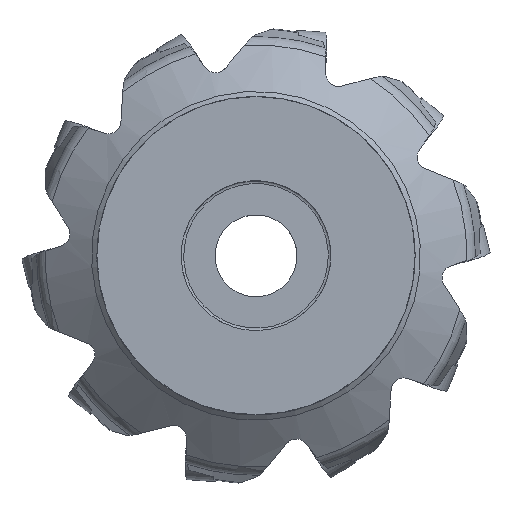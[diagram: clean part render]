
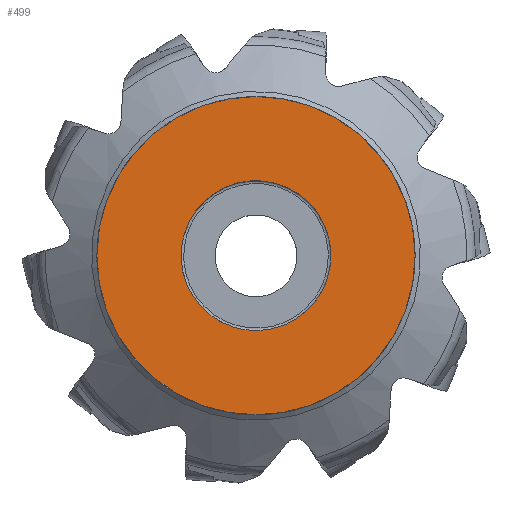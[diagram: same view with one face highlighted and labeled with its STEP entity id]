
A CAD part, top view. The second image highlights one B-rep face of the part: STEP entity #499.
In plain terms, the highlighted planar face has unit normal (0, 0, 1).
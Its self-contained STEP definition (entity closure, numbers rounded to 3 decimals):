
#193=PLANE('',#2724);
#419=FACE_BOUND('',#775,.T.);
#420=FACE_BOUND('',#776,.T.);
#499=ADVANCED_FACE('',(#419,#420),#193,.T.);
#775=EDGE_LOOP('',(#1350));
#776=EDGE_LOOP('',(#1351));
#891=CIRCLE('',#2685,34.);
#900=CIRCLE('',#2704,16.006);
#1350=ORIENTED_EDGE('',*,*,#2176,.T.);
#1351=ORIENTED_EDGE('',*,*,#2140,.F.);
#1845=VERTEX_POINT('',#4859);
#1859=VERTEX_POINT('',#5018);
#2140=EDGE_CURVE('',#1845,#1845,#891,.T.);
#2176=EDGE_CURVE('',#1859,#1859,#900,.T.);
#2685=AXIS2_PLACEMENT_3D('',#4858,#3118,#3119);
#2704=AXIS2_PLACEMENT_3D('',#5017,#3158,#3159);
#2724=AXIS2_PLACEMENT_3D('',#5047,#3198,#3199);
#3118=DIRECTION('',(0.,0.,-1.));
#3119=DIRECTION('',(1.,0.,0.));
#3158=DIRECTION('',(0.,0.,-1.));
#3159=DIRECTION('',(1.,0.,0.));
#3198=DIRECTION('',(0.,0.,1.));
#3199=DIRECTION('',(-0.242,0.97,0.));
#4858=CARTESIAN_POINT('',(0.,0.,0.));
#4859=CARTESIAN_POINT('',(34.,0.,0.));
#5017=CARTESIAN_POINT('',(0.,0.,0.));
#5018=CARTESIAN_POINT('',(16.006,0.,0.));
#5047=CARTESIAN_POINT('',(-34.,0.,0.));
